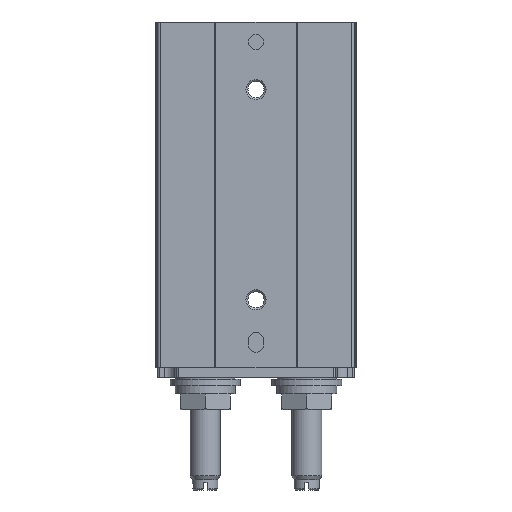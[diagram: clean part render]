
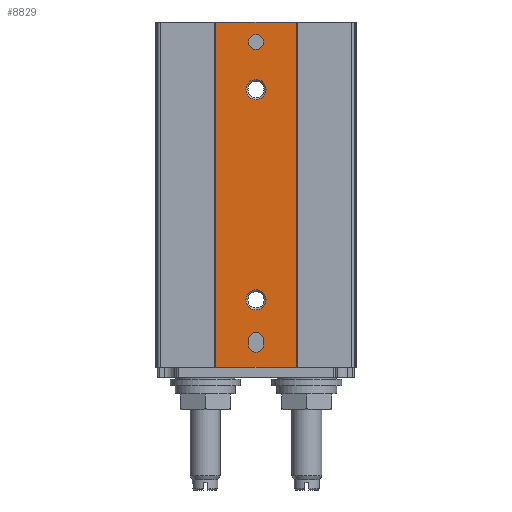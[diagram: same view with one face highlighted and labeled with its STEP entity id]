
A CAD part, front view. The second image highlights one B-rep face of the part: STEP entity #8829.
In plain terms, the highlighted planar face has unit normal (0, -1, 0).
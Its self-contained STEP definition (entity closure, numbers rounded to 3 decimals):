
#452=CIRCLE('',#9516,1.5);
#453=CIRCLE('',#9517,1.5);
#454=CIRCLE('',#9518,1.5);
#455=CIRCLE('',#9519,2.);
#456=CIRCLE('',#9520,2.);
#1041=ORIENTED_EDGE('',*,*,#3545,.T.);
#1042=ORIENTED_EDGE('',*,*,#3546,.T.);
#1043=ORIENTED_EDGE('',*,*,#3547,.T.);
#1044=ORIENTED_EDGE('',*,*,#3548,.T.);
#1045=ORIENTED_EDGE('',*,*,#3549,.F.);
#1046=ORIENTED_EDGE('',*,*,#3550,.T.);
#1047=ORIENTED_EDGE('',*,*,#3551,.T.);
#1048=ORIENTED_EDGE('',*,*,#3487,.F.);
#1049=ORIENTED_EDGE('',*,*,#3544,.F.);
#1050=ORIENTED_EDGE('',*,*,#3474,.T.);
#1051=ORIENTED_EDGE('',*,*,#3552,.T.);
#3474=EDGE_CURVE('',#4732,#4731,#5573,.T.);
#3487=EDGE_CURVE('',#4744,#4745,#5579,.T.);
#3544=EDGE_CURVE('',#4732,#4744,#5613,.T.);
#3545=EDGE_CURVE('',#4792,#4793,#452,.F.);
#3546=EDGE_CURVE('',#4793,#4794,#5614,.T.);
#3547=EDGE_CURVE('',#4794,#4795,#453,.F.);
#3548=EDGE_CURVE('',#4795,#4792,#5615,.T.);
#3549=EDGE_CURVE('',#4796,#4796,#454,.T.);
#3550=EDGE_CURVE('',#4797,#4797,#455,.T.);
#3551=EDGE_CURVE('',#4798,#4798,#456,.T.);
#3552=EDGE_CURVE('',#4731,#4745,#5616,.T.);
#4731=VERTEX_POINT('',#13512);
#4732=VERTEX_POINT('',#13514);
#4744=VERTEX_POINT('',#13539);
#4745=VERTEX_POINT('',#13541);
#4792=VERTEX_POINT('',#13654);
#4793=VERTEX_POINT('',#13655);
#4794=VERTEX_POINT('',#13657);
#4795=VERTEX_POINT('',#13659);
#4796=VERTEX_POINT('',#13662);
#4797=VERTEX_POINT('',#13664);
#4798=VERTEX_POINT('',#13666);
#5573=LINE('',#13513,#6333);
#5579=LINE('',#13540,#6339);
#5613=LINE('',#13651,#6373);
#5614=LINE('',#13656,#6374);
#5615=LINE('',#13660,#6375);
#5616=LINE('',#13667,#6376);
#6333=VECTOR('',#10619,1000.);
#6339=VECTOR('',#10641,1000.);
#6373=VECTOR('',#10735,1000.);
#6374=VECTOR('',#10740,1000.);
#6375=VECTOR('',#10743,1000.);
#6376=VECTOR('',#10750,1000.);
#7072=EDGE_LOOP('',(#1041,#1042,#1043,#1044));
#7073=EDGE_LOOP('',(#1045));
#7074=EDGE_LOOP('',(#1046));
#7075=EDGE_LOOP('',(#1047));
#7076=EDGE_LOOP('',(#1048,#1049,#1050,#1051));
#7800=FACE_BOUND('',#7072,.T.);
#7801=FACE_BOUND('',#7073,.T.);
#7802=FACE_BOUND('',#7074,.T.);
#7803=FACE_BOUND('',#7075,.T.);
#7804=FACE_BOUND('',#7076,.T.);
#8526=PLANE('',#9515);
#8829=ADVANCED_FACE('',(#7800,#7801,#7802,#7803,#7804),#8526,.T.);
#9515=AXIS2_PLACEMENT_3D('',#13652,#10736,#10737);
#9516=AXIS2_PLACEMENT_3D('',#13653,#10738,#10739);
#9517=AXIS2_PLACEMENT_3D('',#13658,#10741,#10742);
#9518=AXIS2_PLACEMENT_3D('',#13661,#10744,#10745);
#9519=AXIS2_PLACEMENT_3D('',#13663,#10746,#10747);
#9520=AXIS2_PLACEMENT_3D('',#13665,#10748,#10749);
#10619=DIRECTION('',(1.,0.,0.));
#10641=DIRECTION('',(1.,0.,0.));
#10735=DIRECTION('',(0.,0.,1.));
#10736=DIRECTION('',(0.,-1.,0.));
#10737=DIRECTION('',(0.,0.,-1.));
#10738=DIRECTION('',(0.,-1.,0.));
#10739=DIRECTION('',(0.,0.,-1.));
#10740=DIRECTION('',(0.,0.,1.));
#10741=DIRECTION('',(0.,-1.,0.));
#10742=DIRECTION('',(0.,0.,-1.));
#10743=DIRECTION('',(0.,0.,-1.));
#10744=DIRECTION('',(0.,-1.,0.));
#10745=DIRECTION('',(0.,0.,-1.));
#10746=DIRECTION('',(0.,1.,0.));
#10747=DIRECTION('',(0.,0.,1.));
#10748=DIRECTION('',(0.,1.,0.));
#10749=DIRECTION('',(0.,0.,1.));
#10750=DIRECTION('',(0.,0.,1.));
#13512=CARTESIAN_POINT('',(8.,0.3,-69.));
#13513=CARTESIAN_POINT('',(-8.,0.3,-69.));
#13514=CARTESIAN_POINT('',(-8.,0.3,-69.));
#13539=CARTESIAN_POINT('',(-8.,0.3,0.));
#13540=CARTESIAN_POINT('',(-8.,0.3,0.));
#13541=CARTESIAN_POINT('',(8.,0.3,0.));
#13651=CARTESIAN_POINT('',(-8.,0.3,-69.));
#13652=CARTESIAN_POINT('',(-8.,0.3,-69.));
#13653=CARTESIAN_POINT('',(0.,0.3,-64.5));
#13654=CARTESIAN_POINT('',(1.5,0.3,-64.5));
#13655=CARTESIAN_POINT('',(-1.5,0.3,-64.5));
#13656=CARTESIAN_POINT('',(-1.5,0.3,-69.));
#13657=CARTESIAN_POINT('',(-1.5,0.3,-63.5));
#13658=CARTESIAN_POINT('',(0.,0.3,-63.5));
#13659=CARTESIAN_POINT('',(1.5,0.3,-63.5));
#13660=CARTESIAN_POINT('',(1.5,0.3,-69.));
#13661=CARTESIAN_POINT('',(0.,0.3,-4.));
#13662=CARTESIAN_POINT('',(0.,0.3,-5.5));
#13663=CARTESIAN_POINT('',(0.,0.3,-55.5));
#13664=CARTESIAN_POINT('',(0.,0.3,-53.5));
#13665=CARTESIAN_POINT('',(0.,0.3,-13.5));
#13666=CARTESIAN_POINT('',(0.,0.3,-11.5));
#13667=CARTESIAN_POINT('',(8.,0.3,-69.));
